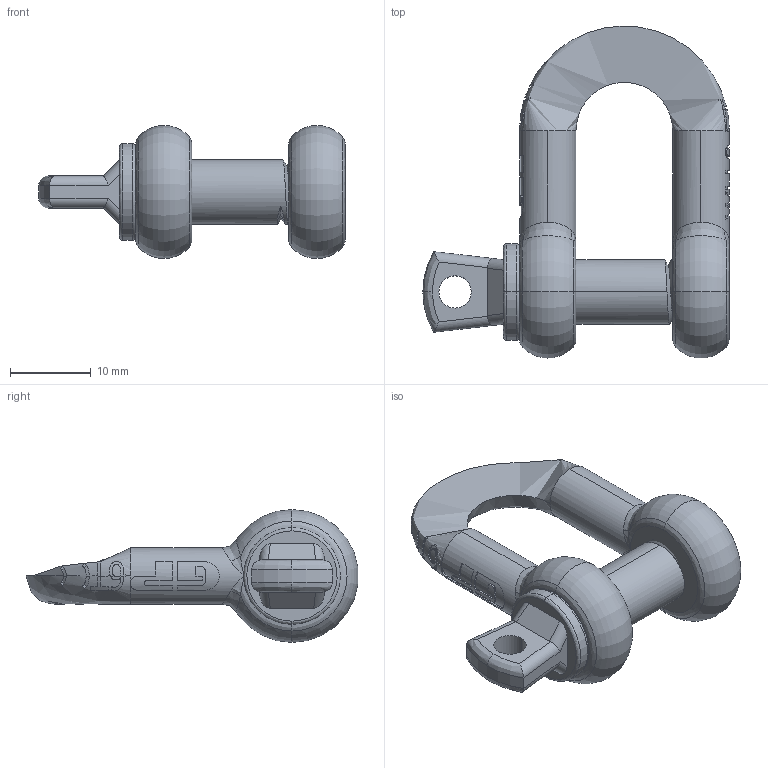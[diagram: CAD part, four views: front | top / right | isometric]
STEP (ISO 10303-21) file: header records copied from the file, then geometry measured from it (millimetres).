
FILE_DESCRIPTION (( 'STEP AP203' ), '1' );
FILE_NAME ('GPGDBB06.step', '2009-08-07T11:49:10', ( '.' ), ( '.' ), 'SwSTEP 2.0', 'SolidWorks 2009', '' );
FILE_SCHEMA (( 'CONFIG_CONTROL_DESIGN' ));
Length unit declared in the file: millimetre
Products named in the file (3): GPGDBB06; 0,5_1; 0,5_2
Assembly tree (2 placements, depth 2):
  GPGDBB06
    0,5_2
    0,5_1
Bounding box: 38 x 41.19 x 16.5 mm (x, y, z)
Volume: 5814.7 mm3; surface area: 4003.9 mm2
Topology: 2 solids, 2 shells, 293 faces, 826 edges, 529 vertices
Faces by surface type: bspline 123, plane 93, cylinder 65, torus 8, cone 4
Entity records: 17828 total; most frequent: CARTESIAN_POINT 11140, ORIENTED_EDGE 1618, DIRECTION 921, EDGE_CURVE 809, VERTEX_POINT 529, B_SPLINE_CURVE_WITH_KNOTS 342, AXIS2_PLACEMENT_3D 328, EDGE_LOOP 308
